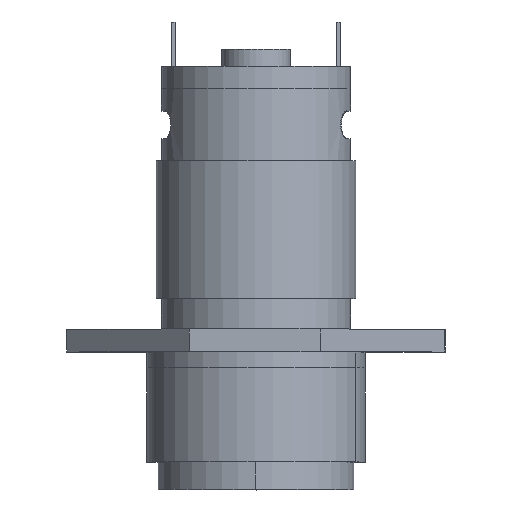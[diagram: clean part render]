
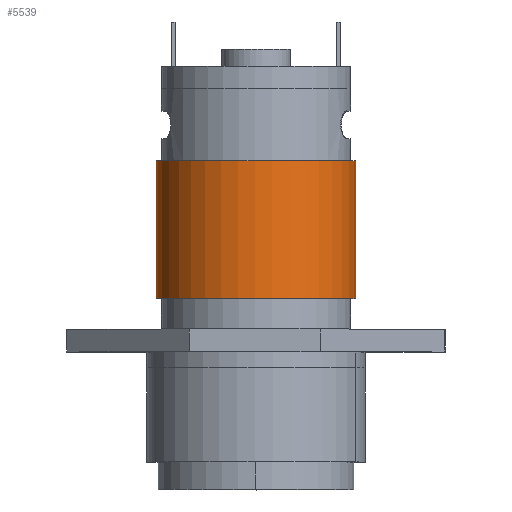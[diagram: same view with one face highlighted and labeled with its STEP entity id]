
A CAD part, left-side view. The second image highlights one B-rep face of the part: STEP entity #5539.
In plain terms, the highlighted cylindrical face has radius 14.5 mm (diameter 29 mm), a partial arc.
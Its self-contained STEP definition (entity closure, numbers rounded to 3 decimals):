
#338 = AXIS2_PLACEMENT_3D ( 'NONE', #1724, #4919, #931 ) ;
#452 = ORIENTED_EDGE ( 'NONE', *, *, #2147, .F. ) ;
#696 = CARTESIAN_POINT ( 'NONE',  ( -1.123, 24.5, -14.5 ) ) ;
#931 = DIRECTION ( 'NONE',  ( 0., 0., -1. ) ) ;
#1198 = CARTESIAN_POINT ( 'NONE',  ( -1.123, 24.5, 0. ) ) ;
#1391 = LINE ( 'NONE', #2963, #8697 ) ;
#1466 = DIRECTION ( 'NONE',  ( 0., -1., 0. ) ) ;
#1724 = CARTESIAN_POINT ( 'NONE',  ( -1.123, 24.5, 0. ) ) ;
#2022 = LINE ( 'NONE', #8417, #5032 ) ;
#2069 = ORIENTED_EDGE ( 'NONE', *, *, #3854, .T. ) ;
#2147 = EDGE_CURVE ( 'NONE', #4368, #4047, #9512, .T. ) ;
#2411 = EDGE_CURVE ( 'NONE', #6311, #4368, #2022, .T. ) ;
#2909 = DIRECTION ( 'NONE',  ( 0., -1., 0. ) ) ;
#2963 = CARTESIAN_POINT ( 'NONE',  ( -1.123, 24.5, 14.5 ) ) ;
#3645 = EDGE_CURVE ( 'NONE', #7917, #4047, #1391, .T. ) ;
#3854 = EDGE_CURVE ( 'NONE', #6311, #7917, #4193, .T. ) ;
#4047 = VERTEX_POINT ( 'NONE', #5370 ) ;
#4193 = CIRCLE ( 'NONE', #338, 14.5 ) ;
#4368 = VERTEX_POINT ( 'NONE', #4575 ) ;
#4401 = FACE_OUTER_BOUND ( 'NONE', #10107, .T. ) ;
#4575 = CARTESIAN_POINT ( 'NONE',  ( -1.123, 4.5, -14.5 ) ) ;
#4732 = ORIENTED_EDGE ( 'NONE', *, *, #2411, .F. ) ;
#4919 = DIRECTION ( 'NONE',  ( 0., -1., 0. ) ) ;
#5022 = AXIS2_PLACEMENT_3D ( 'NONE', #8741, #1466, #8690 ) ;
#5032 = VECTOR ( 'NONE', #7590, 1000. ) ;
#5370 = CARTESIAN_POINT ( 'NONE',  ( -1.123, 4.5, 14.5 ) ) ;
#5539 = ADVANCED_FACE ( 'NONE', ( #4401 ), #8418, .T. ) ;
#6311 = VERTEX_POINT ( 'NONE', #696 ) ;
#6753 = DIRECTION ( 'NONE',  ( 0., 0., -1. ) ) ;
#7569 = ORIENTED_EDGE ( 'NONE', *, *, #3645, .T. ) ;
#7590 = DIRECTION ( 'NONE',  ( 0., -1., 0. ) ) ;
#7917 = VERTEX_POINT ( 'NONE', #8365 ) ;
#8365 = CARTESIAN_POINT ( 'NONE',  ( -1.123, 24.5, 14.5 ) ) ;
#8417 = CARTESIAN_POINT ( 'NONE',  ( -1.123, 24.5, -14.5 ) ) ;
#8418 = CYLINDRICAL_SURFACE ( 'NONE', #9618, 14.5 ) ;
#8690 = DIRECTION ( 'NONE',  ( 0., 0., -1. ) ) ;
#8697 = VECTOR ( 'NONE', #2909, 1000. ) ;
#8741 = CARTESIAN_POINT ( 'NONE',  ( -1.123, 4.5, 0. ) ) ;
#9050 = DIRECTION ( 'NONE',  ( 0., -1., 0. ) ) ;
#9512 = CIRCLE ( 'NONE', #5022, 14.5 ) ;
#9618 = AXIS2_PLACEMENT_3D ( 'NONE', #1198, #9050, #6753 ) ;
#10107 = EDGE_LOOP ( 'NONE', ( #2069, #7569, #452, #4732 ) ) ;
